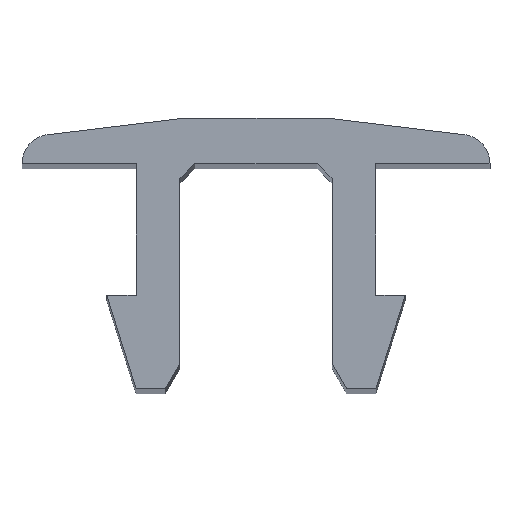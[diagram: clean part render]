
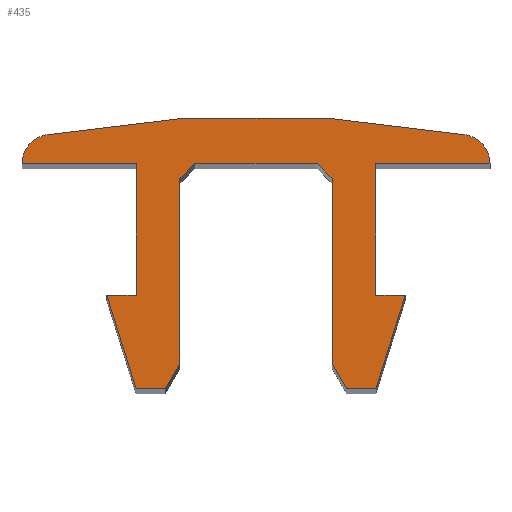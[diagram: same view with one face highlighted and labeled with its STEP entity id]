
A CAD part, top view. The second image highlights one B-rep face of the part: STEP entity #435.
In plain terms, the highlighted planar face has unit normal (0, 0, 1).
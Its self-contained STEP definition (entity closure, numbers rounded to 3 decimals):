
#16=CIRCLE('',#463,1.);
#18=CIRCLE('',#466,40.);
#20=CIRCLE('',#469,1.);
#44=FACE_OUTER_BOUND('',#66,.T.);
#66=EDGE_LOOP('',(#356,#357,#358,#359,#360,#361,#362,#363,#364,#365,#366,
#367,#368,#369,#370,#371,#372,#373,#374,#375));
#70=LINE('',#605,#124);
#73=LINE('',#611,#127);
#76=LINE('',#617,#130);
#79=LINE('',#623,#133);
#85=LINE('',#647,#139);
#88=LINE('',#653,#142);
#91=LINE('',#659,#145);
#94=LINE('',#665,#148);
#97=LINE('',#671,#151);
#100=LINE('',#677,#154);
#103=LINE('',#683,#157);
#106=LINE('',#689,#160);
#109=LINE('',#695,#163);
#112=LINE('',#701,#166);
#115=LINE('',#707,#169);
#118=LINE('',#713,#172);
#121=LINE('',#717,#175);
#124=VECTOR('',#491,10.);
#127=VECTOR('',#496,10.);
#130=VECTOR('',#501,10.);
#133=VECTOR('',#506,10.);
#139=VECTOR('',#532,10.);
#142=VECTOR('',#537,10.);
#145=VECTOR('',#542,10.);
#148=VECTOR('',#547,10.);
#151=VECTOR('',#552,10.);
#154=VECTOR('',#557,10.);
#157=VECTOR('',#562,10.);
#160=VECTOR('',#567,10.);
#163=VECTOR('',#572,10.);
#166=VECTOR('',#577,10.);
#169=VECTOR('',#582,10.);
#172=VECTOR('',#587,10.);
#175=VECTOR('',#592,10.);
#178=VERTEX_POINT('',#602);
#179=VERTEX_POINT('',#604);
#181=VERTEX_POINT('',#610);
#183=VERTEX_POINT('',#616);
#185=VERTEX_POINT('',#622);
#187=VERTEX_POINT('',#628);
#189=VERTEX_POINT('',#634);
#191=VERTEX_POINT('',#640);
#193=VERTEX_POINT('',#646);
#195=VERTEX_POINT('',#652);
#197=VERTEX_POINT('',#658);
#199=VERTEX_POINT('',#664);
#201=VERTEX_POINT('',#670);
#203=VERTEX_POINT('',#676);
#205=VERTEX_POINT('',#682);
#207=VERTEX_POINT('',#688);
#209=VERTEX_POINT('',#694);
#211=VERTEX_POINT('',#700);
#213=VERTEX_POINT('',#706);
#215=VERTEX_POINT('',#712);
#218=EDGE_CURVE('',#179,#178,#70,.T.);
#221=EDGE_CURVE('',#181,#179,#73,.T.);
#224=EDGE_CURVE('',#183,#181,#76,.T.);
#227=EDGE_CURVE('',#185,#183,#79,.T.);
#230=EDGE_CURVE('',#187,#185,#16,.T.);
#233=EDGE_CURVE('',#189,#187,#18,.T.);
#236=EDGE_CURVE('',#191,#189,#20,.T.);
#239=EDGE_CURVE('',#193,#191,#85,.T.);
#242=EDGE_CURVE('',#195,#193,#88,.T.);
#245=EDGE_CURVE('',#197,#195,#91,.T.);
#248=EDGE_CURVE('',#199,#197,#94,.T.);
#251=EDGE_CURVE('',#201,#199,#97,.T.);
#254=EDGE_CURVE('',#203,#201,#100,.T.);
#257=EDGE_CURVE('',#205,#203,#103,.T.);
#260=EDGE_CURVE('',#207,#205,#106,.T.);
#263=EDGE_CURVE('',#209,#207,#109,.T.);
#266=EDGE_CURVE('',#211,#209,#112,.T.);
#269=EDGE_CURVE('',#213,#211,#115,.T.);
#272=EDGE_CURVE('',#215,#213,#118,.T.);
#275=EDGE_CURVE('',#178,#215,#121,.T.);
#356=ORIENTED_EDGE('',*,*,#275,.T.);
#357=ORIENTED_EDGE('',*,*,#272,.T.);
#358=ORIENTED_EDGE('',*,*,#269,.T.);
#359=ORIENTED_EDGE('',*,*,#266,.T.);
#360=ORIENTED_EDGE('',*,*,#263,.T.);
#361=ORIENTED_EDGE('',*,*,#260,.T.);
#362=ORIENTED_EDGE('',*,*,#257,.T.);
#363=ORIENTED_EDGE('',*,*,#254,.T.);
#364=ORIENTED_EDGE('',*,*,#251,.T.);
#365=ORIENTED_EDGE('',*,*,#248,.T.);
#366=ORIENTED_EDGE('',*,*,#245,.T.);
#367=ORIENTED_EDGE('',*,*,#242,.T.);
#368=ORIENTED_EDGE('',*,*,#239,.T.);
#369=ORIENTED_EDGE('',*,*,#236,.T.);
#370=ORIENTED_EDGE('',*,*,#233,.T.);
#371=ORIENTED_EDGE('',*,*,#230,.T.);
#372=ORIENTED_EDGE('',*,*,#227,.T.);
#373=ORIENTED_EDGE('',*,*,#224,.T.);
#374=ORIENTED_EDGE('',*,*,#221,.T.);
#375=ORIENTED_EDGE('',*,*,#218,.T.);
#413=PLANE('',#483);
#435=ADVANCED_FACE('',(#44),#413,.T.);
#463=AXIS2_PLACEMENT_3D('',#629,#512,#513);
#466=AXIS2_PLACEMENT_3D('',#635,#519,#520);
#469=AXIS2_PLACEMENT_3D('',#641,#526,#527);
#483=AXIS2_PLACEMENT_3D('',#718,#593,#594);
#491=DIRECTION('',(0.298,-0.954,0.));
#496=DIRECTION('',(-1.,0.,0.));
#501=DIRECTION('',(0.,-1.,0.));
#506=DIRECTION('',(1.,0.,0.));
#512=DIRECTION('center_axis',(0.,0.,1.));
#513=DIRECTION('ref_axis',(-0.179,0.984,0.));
#519=DIRECTION('center_axis',(0.,0.,1.));
#520=DIRECTION('ref_axis',(0.179,0.984,0.));
#526=DIRECTION('center_axis',(0.,0.,1.));
#527=DIRECTION('ref_axis',(1.,0.,0.));
#532=DIRECTION('',(1.,0.,0.));
#537=DIRECTION('',(0.,1.,0.));
#542=DIRECTION('',(-1.,0.,0.));
#547=DIRECTION('',(0.298,0.954,0.));
#552=DIRECTION('',(1.,0.,0.));
#557=DIRECTION('',(0.5,-0.866,0.));
#562=DIRECTION('',(0.,-1.,0.));
#567=DIRECTION('',(0.707,-0.707,0.));
#572=DIRECTION('',(1.,0.,0.));
#577=DIRECTION('',(0.707,0.707,0.));
#582=DIRECTION('',(0.,1.,0.));
#587=DIRECTION('',(0.5,0.866,0.));
#592=DIRECTION('',(1.,0.,0.));
#593=DIRECTION('center_axis',(0.,0.,1.));
#594=DIRECTION('ref_axis',(1.,0.,0.));
#602=CARTESIAN_POINT('',(-4.1,-7.7,100.));
#604=CARTESIAN_POINT('',(-5.1,-4.5,100.));
#605=CARTESIAN_POINT('',(-5.1,-4.5,100.));
#610=CARTESIAN_POINT('',(-4.1,-4.5,100.));
#611=CARTESIAN_POINT('',(-4.1,-4.5,100.));
#616=CARTESIAN_POINT('',(-4.1,0.,100.));
#617=CARTESIAN_POINT('',(-4.1,0.,100.));
#622=CARTESIAN_POINT('',(-8.,0.,100.));
#623=CARTESIAN_POINT('',(-8.,0.,100.));
#628=CARTESIAN_POINT('',(-7.179,0.984,100.));
#629=CARTESIAN_POINT('Origin',(-7.,0.,100.));
#634=CARTESIAN_POINT('',(7.179,0.984,100.));
#635=CARTESIAN_POINT('Origin',(0.,-38.367,100.));
#640=CARTESIAN_POINT('',(8.,0.,100.));
#641=CARTESIAN_POINT('Origin',(7.,0.,100.));
#646=CARTESIAN_POINT('',(4.1,0.,100.));
#647=CARTESIAN_POINT('',(4.1,0.,100.));
#652=CARTESIAN_POINT('',(4.1,-4.5,100.));
#653=CARTESIAN_POINT('',(4.1,-4.5,100.));
#658=CARTESIAN_POINT('',(5.1,-4.5,100.));
#659=CARTESIAN_POINT('',(5.1,-4.5,100.));
#664=CARTESIAN_POINT('',(4.1,-7.7,100.));
#665=CARTESIAN_POINT('',(4.1,-7.7,100.));
#670=CARTESIAN_POINT('',(3.1,-7.7,100.));
#671=CARTESIAN_POINT('',(3.1,-7.7,100.));
#676=CARTESIAN_POINT('',(2.6,-6.834,100.));
#677=CARTESIAN_POINT('',(2.6,-6.834,100.));
#682=CARTESIAN_POINT('',(2.6,-0.5,100.));
#683=CARTESIAN_POINT('',(2.6,-0.5,100.));
#688=CARTESIAN_POINT('',(2.1,0.,100.));
#689=CARTESIAN_POINT('',(2.1,0.,100.));
#694=CARTESIAN_POINT('',(-2.1,0.,100.));
#695=CARTESIAN_POINT('',(-2.1,0.,100.));
#700=CARTESIAN_POINT('',(-2.6,-0.5,100.));
#701=CARTESIAN_POINT('',(-2.6,-0.5,100.));
#706=CARTESIAN_POINT('',(-2.6,-6.834,100.));
#707=CARTESIAN_POINT('',(-2.6,-6.834,100.));
#712=CARTESIAN_POINT('',(-3.1,-7.7,100.));
#713=CARTESIAN_POINT('',(-3.1,-7.7,100.));
#717=CARTESIAN_POINT('',(-4.1,-7.7,100.));
#718=CARTESIAN_POINT('Origin',(0.,-2.147,
100.));
